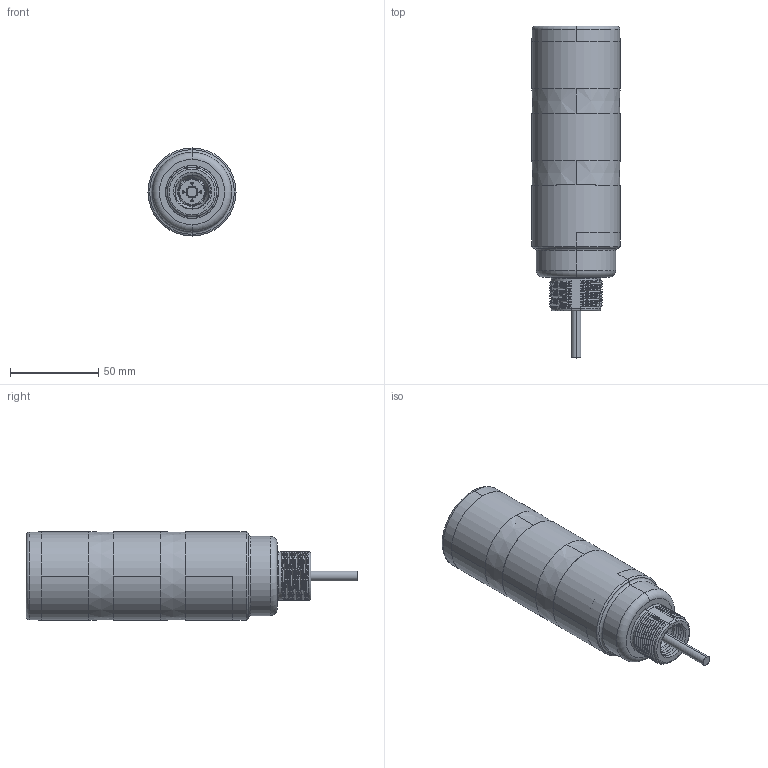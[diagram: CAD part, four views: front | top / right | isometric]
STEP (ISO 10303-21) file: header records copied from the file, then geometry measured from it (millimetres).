
FILE_DESCRIPTION((''),'2;1');
FILE_NAME('145183_SW','2009-02-10T',('banengservice'),('BANNER ENGINEERING'),'PRO/ENGINEER BY PARAMETRIC TECHNOLOGY CORPORATION, 2006170','PRO/ENGINEER BY PARAMETRIC TECHNOLOGY CORPORATION, 2006170','');
FILE_SCHEMA(('CONFIG_CONTROL_DESIGN'));
Products named in the file (1): 145183_SW
Bounding box: 50 x 188.3 x 50 mm (x, y, z)
Volume: 90990.2 mm3; surface area: 85121.8 mm2
Topology: 2 solids, 2 shells, 1002 faces, 2640 edges, 1707 vertices
Faces by surface type: plane 466, cylinder 278, bspline 116, cone 98, torus 44
Entity records: 53153 total; most frequent: CARTESIAN_POINT 29024, ORIENTED_EDGE 5280, DIRECTION 4655, EDGE_CURVE 2640, VERTEX_POINT 1707, AXIS2_PLACEMENT_3D 1640, VECTOR 1375, LINE 1375
